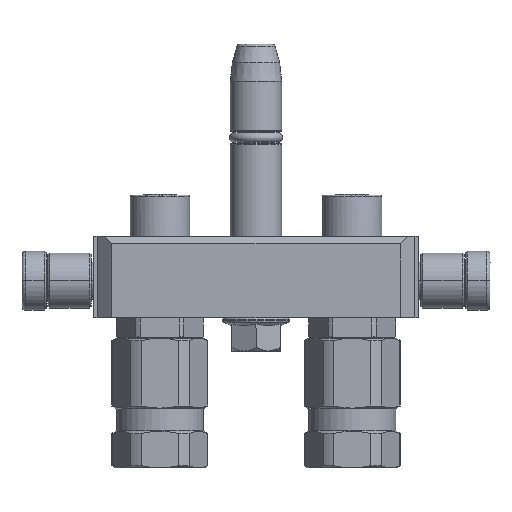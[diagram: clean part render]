
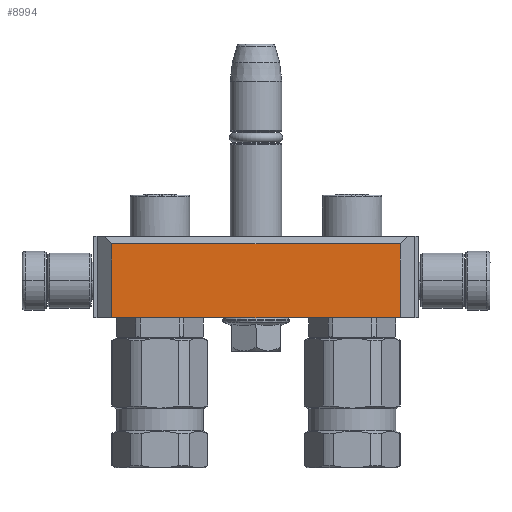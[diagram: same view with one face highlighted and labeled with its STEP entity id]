
A CAD part, left-side view. The second image highlights one B-rep face of the part: STEP entity #8994.
In plain terms, the highlighted planar face has unit normal (-1, 0, 0).
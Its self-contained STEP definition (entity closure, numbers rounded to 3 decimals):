
#178 = LINE ( 'NONE', #15560, #2678 ) ;
#264 = PLANE ( 'NONE',  #35014 ) ;
#2678 = VECTOR ( 'NONE', #12153, 1000. ) ;
#3962 = VECTOR ( 'NONE', #28456, 1000. ) ;
#6538 = DIRECTION ( 'NONE',  ( 0., 0., -1. ) ) ;
#8994 = ADVANCED_FACE ( 'NONE', ( #33945 ), #264, .T. ) ;
#9440 = CARTESIAN_POINT ( 'NONE',  ( -40., 39., 22. ) ) ;
#12153 = DIRECTION ( 'NONE',  ( 0., 0., -1. ) ) ;
#13363 = VECTOR ( 'NONE', #19831, 1000. ) ;
#14383 = ORIENTED_EDGE ( 'NONE', *, *, #31329, .T. ) ;
#15122 = LINE ( 'NONE', #15807, #30295 ) ;
#15378 = EDGE_CURVE ( 'NONE', #27872, #16951, #26128, .T. ) ;
#15560 = CARTESIAN_POINT ( 'NONE',  ( -40., 39., 22. ) ) ;
#15807 = CARTESIAN_POINT ( 'NONE',  ( -40., -39., 22. ) ) ;
#16951 = VERTEX_POINT ( 'NONE', #27788 ) ;
#18467 = DIRECTION ( 'NONE',  ( -1., 0., 0. ) ) ;
#18751 = DIRECTION ( 'NONE',  ( 0., -1., 0. ) ) ;
#19831 = DIRECTION ( 'NONE',  ( 0., 1., 0. ) ) ;
#20775 = EDGE_CURVE ( 'NONE', #32165, #27872, #15122, .T. ) ;
#20989 = VERTEX_POINT ( 'NONE', #36039 ) ;
#22444 = EDGE_LOOP ( 'NONE', ( #34521, #14383, #26877, #28840 ) ) ;
#26128 = LINE ( 'NONE', #35566, #13363 ) ;
#26877 = ORIENTED_EDGE ( 'NONE', *, *, #15378, .F. ) ;
#27393 = CARTESIAN_POINT ( 'NONE',  ( -40., -39., 22. ) ) ;
#27788 = CARTESIAN_POINT ( 'NONE',  ( -40., 39., 2. ) ) ;
#27872 = VERTEX_POINT ( 'NONE', #34090 ) ;
#28456 = DIRECTION ( 'NONE',  ( 0., -1., 0. ) ) ;
#28840 = ORIENTED_EDGE ( 'NONE', *, *, #20775, .F. ) ;
#30295 = VECTOR ( 'NONE', #6538, 1000. ) ;
#31329 = EDGE_CURVE ( 'NONE', #20989, #16951, #178, .T. ) ;
#32165 = VERTEX_POINT ( 'NONE', #27393 ) ;
#33945 = FACE_OUTER_BOUND ( 'NONE', #22444, .T. ) ;
#33956 = EDGE_CURVE ( 'NONE', #20989, #32165, #36801, .T. ) ;
#34090 = CARTESIAN_POINT ( 'NONE',  ( -40., -39., 2. ) ) ;
#34521 = ORIENTED_EDGE ( 'NONE', *, *, #33956, .F. ) ;
#35014 = AXIS2_PLACEMENT_3D ( 'NONE', #37498, #18467, #18751 ) ;
#35566 = CARTESIAN_POINT ( 'NONE',  ( -40., -39., 2. ) ) ;
#36039 = CARTESIAN_POINT ( 'NONE',  ( -40., 39., 22. ) ) ;
#36801 = LINE ( 'NONE', #9440, #3962 ) ;
#37498 = CARTESIAN_POINT ( 'NONE',  ( -40., 44., 0. ) ) ;
